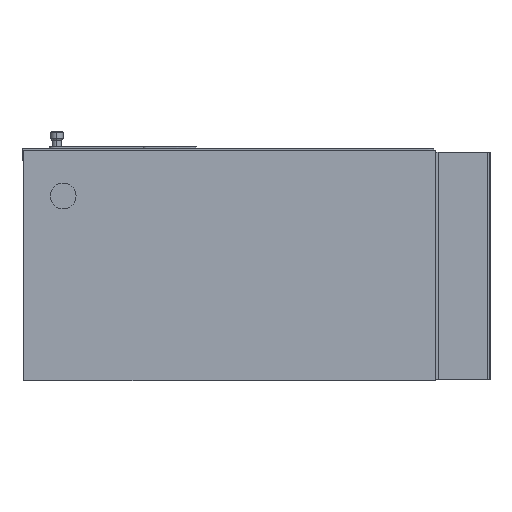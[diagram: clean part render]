
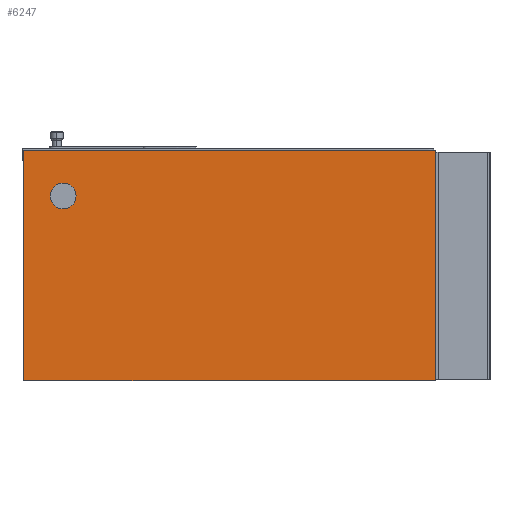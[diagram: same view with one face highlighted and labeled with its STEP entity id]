
A CAD part, left-side view. The second image highlights one B-rep face of the part: STEP entity #6247.
In plain terms, the highlighted planar face has unit normal (-1, 0, 0).
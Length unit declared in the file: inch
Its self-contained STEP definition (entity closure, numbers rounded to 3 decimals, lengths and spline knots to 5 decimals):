
#6 = VERTEX_POINT ( 'NONE', #4737 ) ;
#76 = DIRECTION ( 'NONE',  ( 0., -1., 0. ) ) ;
#121 = VERTEX_POINT ( 'NONE', #5356 ) ;
#171 = CARTESIAN_POINT ( 'NONE',  ( -12., -8.5, -4.75 ) ) ;
#335 = EDGE_CURVE ( 'NONE', #121, #6, #1247, .T. ) ;
#429 = CARTESIAN_POINT ( 'NONE',  ( -12., -8.5, 4.75 ) ) ;
#551 = VERTEX_POINT ( 'NONE', #429 ) ;
#553 = EDGE_CURVE ( 'NONE', #121, #551, #3635, .T. ) ;
#560 = DIRECTION ( 'NONE',  ( 0., 0., 1. ) ) ;
#863 = DIRECTION ( 'NONE',  ( 0., 0., 1. ) ) ;
#870 = VECTOR ( 'NONE', #2335, 39.37008 ) ;
#892 = ORIENTED_EDGE ( 'NONE', *, *, #1220, .F. ) ;
#972 = AXIS2_PLACEMENT_3D ( 'NONE', #1105, #2668, #4177 ) ;
#1041 = VERTEX_POINT ( 'NONE', #5772 ) ;
#1105 = CARTESIAN_POINT ( 'NONE',  ( -12., -8.5, 4.75 ) ) ;
#1220 = EDGE_CURVE ( 'NONE', #1041, #3819, #2341, .T. ) ;
#1247 = LINE ( 'NONE', #6254, #5371 ) ;
#1408 = ORIENTED_EDGE ( 'NONE', *, *, #5090, .T. ) ;
#1465 = CARTESIAN_POINT ( 'NONE',  ( -12., -8.5, 4.75 ) ) ;
#1524 = CARTESIAN_POINT ( 'NONE',  ( -12., 6.875, 3.40625 ) ) ;
#1582 = PLANE ( 'NONE',  #972 ) ;
#1827 = AXIS2_PLACEMENT_3D ( 'NONE', #2939, #5506, #863 ) ;
#1828 = CIRCLE ( 'NONE', #1827, 0.53125 ) ;
#1834 = LINE ( 'NONE', #5765, #3902 ) ;
#2000 = LINE ( 'NONE', #4917, #870 ) ;
#2080 = EDGE_CURVE ( 'NONE', #551, #4769, #2000, .T. ) ;
#2101 = CARTESIAN_POINT ( 'NONE',  ( -12., 6.875, 2.875 ) ) ;
#2277 = EDGE_LOOP ( 'NONE', ( #2306, #892 ) ) ;
#2306 = ORIENTED_EDGE ( 'NONE', *, *, #5586, .F. ) ;
#2335 = DIRECTION ( 'NONE',  ( 0., 0., -1. ) ) ;
#2341 = CIRCLE ( 'NONE', #4000, 0.53125 ) ;
#2602 = FACE_BOUND ( 'NONE', #2277, .T. ) ;
#2668 = DIRECTION ( 'NONE',  ( 1., 0., 0. ) ) ;
#2939 = CARTESIAN_POINT ( 'NONE',  ( -12., 6.875, 2.875 ) ) ;
#3635 = LINE ( 'NONE', #1465, #5700 ) ;
#3809 = FACE_OUTER_BOUND ( 'NONE', #5271, .T. ) ;
#3819 = VERTEX_POINT ( 'NONE', #1524 ) ;
#3902 = VECTOR ( 'NONE', #76, 39.37008 ) ;
#3960 = ORIENTED_EDGE ( 'NONE', *, *, #2080, .F. ) ;
#4000 = AXIS2_PLACEMENT_3D ( 'NONE', #2101, #5212, #560 ) ;
#4177 = DIRECTION ( 'NONE',  ( 0., 0., -1. ) ) ;
#4572 = DIRECTION ( 'NONE',  ( 0., -1., 0. ) ) ;
#4737 = CARTESIAN_POINT ( 'NONE',  ( -12., 8.5, -4.75 ) ) ;
#4769 = VERTEX_POINT ( 'NONE', #171 ) ;
#4847 = ORIENTED_EDGE ( 'NONE', *, *, #553, .F. ) ;
#4917 = CARTESIAN_POINT ( 'NONE',  ( -12., -8.5, 4.75 ) ) ;
#5090 = EDGE_CURVE ( 'NONE', #6, #4769, #1834, .T. ) ;
#5212 = DIRECTION ( 'NONE',  ( -1., 0., 0. ) ) ;
#5238 = ORIENTED_EDGE ( 'NONE', *, *, #335, .T. ) ;
#5271 = EDGE_LOOP ( 'NONE', ( #1408, #3960, #4847, #5238 ) ) ;
#5356 = CARTESIAN_POINT ( 'NONE',  ( -12., 8.5, 4.75 ) ) ;
#5371 = VECTOR ( 'NONE', #6708, 39.37008 ) ;
#5506 = DIRECTION ( 'NONE',  ( -1., 0., 0. ) ) ;
#5586 = EDGE_CURVE ( 'NONE', #3819, #1041, #1828, .T. ) ;
#5700 = VECTOR ( 'NONE', #4572, 39.37008 ) ;
#5765 = CARTESIAN_POINT ( 'NONE',  ( -12., -8.5, -4.75 ) ) ;
#5772 = CARTESIAN_POINT ( 'NONE',  ( -12., 6.875, 2.34375 ) ) ;
#6247 = ADVANCED_FACE ( 'NONE', ( #2602, #3809 ), #1582, .F. ) ;
#6254 = CARTESIAN_POINT ( 'NONE',  ( -12., 8.5, 4.75 ) ) ;
#6708 = DIRECTION ( 'NONE',  ( 0., 0., -1. ) ) ;
